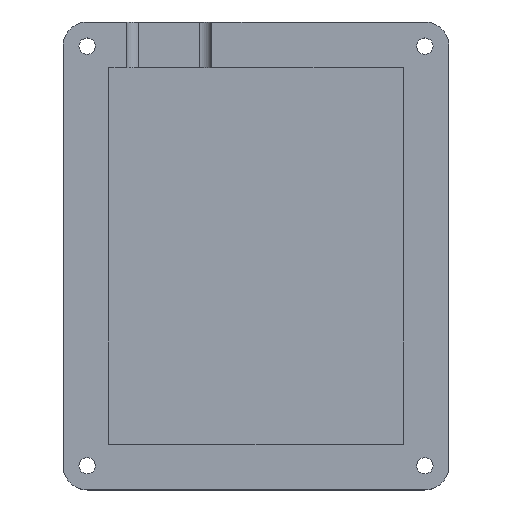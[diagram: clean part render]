
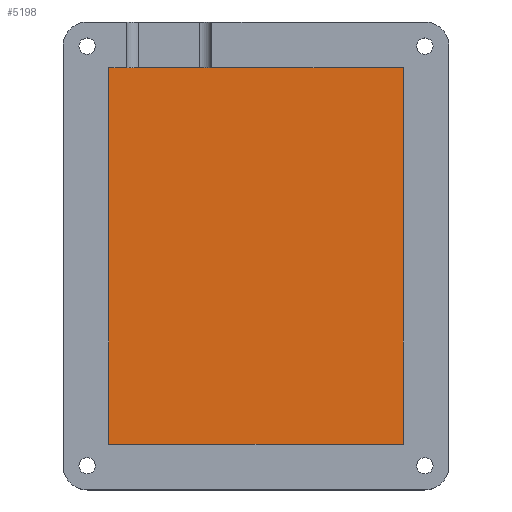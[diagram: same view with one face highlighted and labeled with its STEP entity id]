
A CAD part, top view. The second image highlights one B-rep face of the part: STEP entity #5198.
In plain terms, the highlighted planar face has unit normal (0, 0, 1).
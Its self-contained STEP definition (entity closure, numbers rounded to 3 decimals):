
#736=FACE_OUTER_BOUND('',#1036,.T.);
#1036=EDGE_LOOP('',(#4721,#4722,#4723,#4724));
#1516=LINE('',#9925,#1990);
#1519=LINE('',#9931,#1993);
#1520=LINE('',#9933,#1994);
#1521=LINE('',#9934,#1995);
#1990=VECTOR('',#6152,10.);
#1993=VECTOR('',#6157,10.);
#1994=VECTOR('',#6158,10.);
#1995=VECTOR('',#6159,10.);
#2500=VERTEX_POINT('',#9922);
#2501=VERTEX_POINT('',#9924);
#2503=VERTEX_POINT('',#9930);
#2504=VERTEX_POINT('',#9932);
#3248=EDGE_CURVE('',#2500,#2501,#1516,.T.);
#3251=EDGE_CURVE('',#2503,#2500,#1519,.T.);
#3252=EDGE_CURVE('',#2504,#2503,#1520,.T.);
#3253=EDGE_CURVE('',#2501,#2504,#1521,.T.);
#4721=ORIENTED_EDGE('',*,*,#3251,.F.);
#4722=ORIENTED_EDGE('',*,*,#3252,.F.);
#4723=ORIENTED_EDGE('',*,*,#3253,.F.);
#4724=ORIENTED_EDGE('',*,*,#3248,.F.);
#4928=PLANE('',#5376);
#5198=ADVANCED_FACE('',(#736),#4928,.T.);
#5376=AXIS2_PLACEMENT_3D('',#9929,#6155,#6156);
#6152=DIRECTION('',(1.,0.,0.));
#6155=DIRECTION('center_axis',(0.,0.,1.));
#6156=DIRECTION('ref_axis',(1.,0.,0.));
#6157=DIRECTION('',(0.,1.,0.));
#6158=DIRECTION('',(-1.,0.,0.));
#6159=DIRECTION('',(0.,-1.,0.));
#9922=CARTESIAN_POINT('',(0.,78.,3.));
#9924=CARTESIAN_POINT('',(61.,78.,3.));
#9925=CARTESIAN_POINT('',(15.25,78.,3.));
#9929=CARTESIAN_POINT('Origin',(30.5,39.,3.));
#9930=CARTESIAN_POINT('',(0.,0.,3.));
#9931=CARTESIAN_POINT('',(0.,19.5,3.));
#9932=CARTESIAN_POINT('',(61.,0.,3.));
#9933=CARTESIAN_POINT('',(45.75,0.,3.));
#9934=CARTESIAN_POINT('',(61.,58.5,3.));
